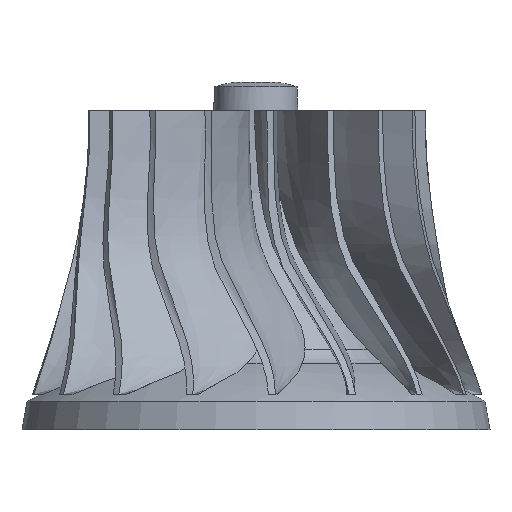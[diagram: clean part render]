
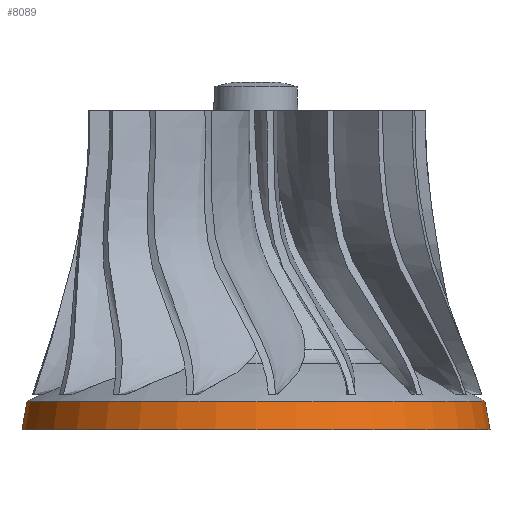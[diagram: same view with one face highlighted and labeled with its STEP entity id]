
A CAD part, left-side view. The second image highlights one B-rep face of the part: STEP entity #8089.
In plain terms, the highlighted conical face has half-angle 10 degrees and reference radius 163.237 mm.
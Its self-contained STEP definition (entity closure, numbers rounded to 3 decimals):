
#29=CARTESIAN_POINT('',(0.,0.,-105.));
#30=DIRECTION('',(0.,0.,1.));
#31=DIRECTION('',(0.,1.,0.));
#32=AXIS2_PLACEMENT_3D('',#29,#30,#31);
#837=DIRECTION('',(0.,-0.174,0.985));
#838=VECTOR('',#837,20.309);
#839=CARTESIAN_POINT('',(0.,165.,-125.));
#840=LINE('',#839,#838);
#846=DIRECTION('',(0.,0.174,0.985));
#847=VECTOR('',#846,20.309);
#848=CARTESIAN_POINT('',(0.,-165.,-125.));
#849=LINE('',#848,#847);
#850=CARTESIAN_POINT('',(0.,0.,-125.));
#851=DIRECTION('',(0.,0.,1.));
#852=DIRECTION('',(0.,1.,0.));
#853=AXIS2_PLACEMENT_3D('',#850,#851,#852);
#4698=CARTESIAN_POINT('',(0.,165.,-125.));
#4699=CARTESIAN_POINT('',(0.,161.473,-105.));
#4700=VERTEX_POINT('',#4698);
#4701=VERTEX_POINT('',#4699);
#4712=CARTESIAN_POINT('',(0.,-165.,-125.));
#4713=CARTESIAN_POINT('',(0.,-161.473,-105.));
#4714=VERTEX_POINT('',#4712);
#4715=VERTEX_POINT('',#4713);
#8077=CARTESIAN_POINT('',(0.,0.,-115.));
#8078=DIRECTION('',(0.,0.,-1.));
#8079=DIRECTION('',(0.,-1.,0.));
#8080=AXIS2_PLACEMENT_3D('',#8077,#8078,#8079);
#8081=CONICAL_SURFACE('',#8080,163.237,10.);
#8082=ORIENTED_EDGE('',*,*,#8067,.T.);
#8083=ORIENTED_EDGE('',*,*,#5125,.T.);
#8084=ORIENTED_EDGE('',*,*,#8071,.F.);
#8086=ORIENTED_EDGE('',*,*,#8085,.F.);
#8087=EDGE_LOOP('',(#8082,#8083,#8084,#8086));
#8088=FACE_OUTER_BOUND('',#8087,.F.);
#33=CIRCLE('',#32,161.473);
#854=CIRCLE('',#853,165.);
#5125=EDGE_CURVE('',#4701,#4715,#33,.T.);
#8067=EDGE_CURVE('',#4700,#4701,#840,.T.);
#8071=EDGE_CURVE('',#4714,#4715,#849,.T.);
#8085=EDGE_CURVE('',#4700,#4714,#854,.T.);
#8089=ADVANCED_FACE('',(#8088),#8081,.T.);
